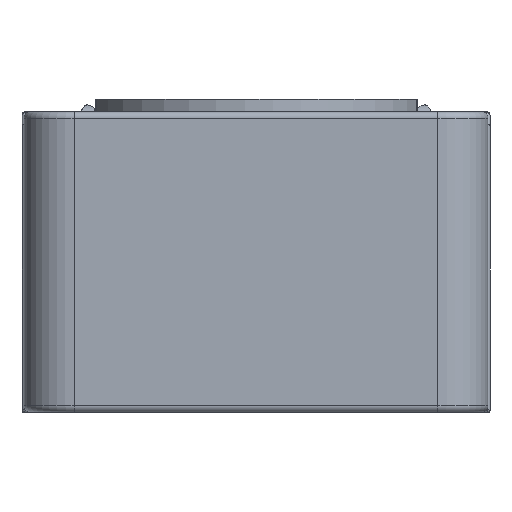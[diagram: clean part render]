
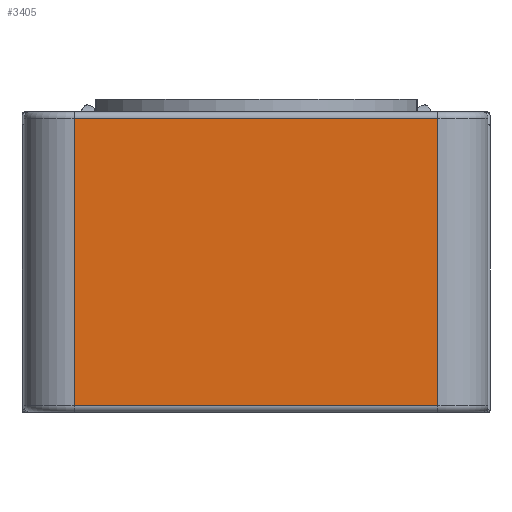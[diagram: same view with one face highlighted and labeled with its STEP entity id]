
A CAD part, front view. The second image highlights one B-rep face of the part: STEP entity #3405.
In plain terms, the highlighted planar face has unit normal (0, -1, 0).
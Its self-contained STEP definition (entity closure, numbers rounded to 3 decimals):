
#1416 = CYLINDRICAL_SURFACE('',#1417,0.8);
#1417 = AXIS2_PLACEMENT_3D('',#1418,#1419,#1420);
#1418 = CARTESIAN_POINT('',(2.9,-2.9,0.01));
#1419 = DIRECTION('',(0.,0.,1.));
#1420 = DIRECTION('',(1.,0.,0.));
#1801 = CYLINDRICAL_SURFACE('',#1802,0.8);
#1802 = AXIS2_PLACEMENT_3D('',#1803,#1804,#1805);
#1803 = CARTESIAN_POINT('',(-2.9,-2.9,0.01));
#1804 = DIRECTION('',(0.,0.,1.));
#1805 = DIRECTION('',(0.,-1.,0.));
#2104 = VERTEX_POINT('',#2105);
#2105 = CARTESIAN_POINT('',(2.9,-3.7,0.11));
#2132 = EDGE_CURVE('',#2104,#2133,#2135,.T.);
#2133 = VERTEX_POINT('',#2134);
#2134 = CARTESIAN_POINT('',(2.9,-3.7,4.7));
#2135 = SURFACE_CURVE('',#2136,(#2140,#2147),.PCURVE_S1.);
#2136 = LINE('',#2137,#2138);
#2137 = CARTESIAN_POINT('',(2.9,-3.7,0.01));
#2138 = VECTOR('',#2139,1.);
#2139 = DIRECTION('',(0.,0.,1.));
#2140 = PCURVE('',#1416,#2141);
#2141 = DEFINITIONAL_REPRESENTATION('',(#2142),#2146);
#2142 = LINE('',#2143,#2144);
#2143 = CARTESIAN_POINT('',(-1.571,0.));
#2144 = VECTOR('',#2145,1.);
#2145 = DIRECTION('',(-0.,1.));
#2146 = ( GEOMETRIC_REPRESENTATION_CONTEXT(2) 
PARAMETRIC_REPRESENTATION_CONTEXT() REPRESENTATION_CONTEXT('2D SPACE',''
  ) );
#2147 = PCURVE('',#2148,#2153);
#2148 = PLANE('',#2149);
#2149 = AXIS2_PLACEMENT_3D('',#2150,#2151,#2152);
#2150 = CARTESIAN_POINT('',(3.7,-3.7,0.01));
#2151 = DIRECTION('',(0.,-1.,0.));
#2152 = DIRECTION('',(-1.,0.,0.));
#2153 = DEFINITIONAL_REPRESENTATION('',(#2154),#2158);
#2154 = LINE('',#2155,#2156);
#2155 = CARTESIAN_POINT('',(0.8,0.));
#2156 = VECTOR('',#2157,1.);
#2157 = DIRECTION('',(0.,-1.));
#2158 = ( GEOMETRIC_REPRESENTATION_CONTEXT(2) 
PARAMETRIC_REPRESENTATION_CONTEXT() REPRESENTATION_CONTEXT('2D SPACE',''
  ) );
#2961 = EDGE_CURVE('',#2962,#2964,#2966,.T.);
#2962 = VERTEX_POINT('',#2963);
#2963 = CARTESIAN_POINT('',(-2.9,-3.7,0.11));
#2964 = VERTEX_POINT('',#2965);
#2965 = CARTESIAN_POINT('',(-2.9,-3.7,4.7));
#2966 = SURFACE_CURVE('',#2967,(#2971,#2978),.PCURVE_S1.);
#2967 = LINE('',#2968,#2969);
#2968 = CARTESIAN_POINT('',(-2.9,-3.7,0.01));
#2969 = VECTOR('',#2970,1.);
#2970 = DIRECTION('',(0.,0.,1.));
#2971 = PCURVE('',#1801,#2972);
#2972 = DEFINITIONAL_REPRESENTATION('',(#2973),#2977);
#2973 = LINE('',#2974,#2975);
#2974 = CARTESIAN_POINT('',(-0.,0.));
#2975 = VECTOR('',#2976,1.);
#2976 = DIRECTION('',(-0.,1.));
#2977 = ( GEOMETRIC_REPRESENTATION_CONTEXT(2) 
PARAMETRIC_REPRESENTATION_CONTEXT() REPRESENTATION_CONTEXT('2D SPACE',''
  ) );
#2978 = PCURVE('',#2148,#2979);
#2979 = DEFINITIONAL_REPRESENTATION('',(#2980),#2984);
#2980 = LINE('',#2981,#2982);
#2981 = CARTESIAN_POINT('',(6.6,0.));
#2982 = VECTOR('',#2983,1.);
#2983 = DIRECTION('',(0.,-1.));
#2984 = ( GEOMETRIC_REPRESENTATION_CONTEXT(2) 
PARAMETRIC_REPRESENTATION_CONTEXT() REPRESENTATION_CONTEXT('2D SPACE',''
  ) );
#3333 = CYLINDRICAL_SURFACE('',#3334,0.1);
#3334 = AXIS2_PLACEMENT_3D('',#3335,#3336,#3337);
#3335 = CARTESIAN_POINT('',(2.9,-3.6,0.11));
#3336 = DIRECTION('',(-1.,0.,0.));
#3337 = DIRECTION('',(0.,0.,-1.));
#3366 = CYLINDRICAL_SURFACE('',#3367,0.1);
#3367 = AXIS2_PLACEMENT_3D('',#3368,#3369,#3370);
#3368 = CARTESIAN_POINT('',(-2.9,-3.6,4.7));
#3369 = DIRECTION('',(1.,0.,0.));
#3370 = DIRECTION('',(0.,-1.,0.));
#3405 = ADVANCED_FACE('',(#3406),#2148,.T.);
#3406 = FACE_BOUND('',#3407,.T.);
#3407 = EDGE_LOOP('',(#3408,#3409,#3430,#3431));
#3408 = ORIENTED_EDGE('',*,*,#2961,.F.);
#3409 = ORIENTED_EDGE('',*,*,#3410,.F.);
#3410 = EDGE_CURVE('',#2104,#2962,#3411,.T.);
#3411 = SURFACE_CURVE('',#3412,(#3416,#3423),.PCURVE_S1.);
#3412 = LINE('',#3413,#3414);
#3413 = CARTESIAN_POINT('',(2.9,-3.7,0.11));
#3414 = VECTOR('',#3415,1.);
#3415 = DIRECTION('',(-1.,0.,0.));
#3416 = PCURVE('',#2148,#3417);
#3417 = DEFINITIONAL_REPRESENTATION('',(#3418),#3422);
#3418 = LINE('',#3419,#3420);
#3419 = CARTESIAN_POINT('',(0.8,-0.1));
#3420 = VECTOR('',#3421,1.);
#3421 = DIRECTION('',(1.,0.));
#3422 = ( GEOMETRIC_REPRESENTATION_CONTEXT(2) 
PARAMETRIC_REPRESENTATION_CONTEXT() REPRESENTATION_CONTEXT('2D SPACE',''
  ) );
#3423 = PCURVE('',#3333,#3424);
#3424 = DEFINITIONAL_REPRESENTATION('',(#3425),#3429);
#3425 = LINE('',#3426,#3427);
#3426 = CARTESIAN_POINT('',(1.571,0.));
#3427 = VECTOR('',#3428,1.);
#3428 = DIRECTION('',(0.,1.));
#3429 = ( GEOMETRIC_REPRESENTATION_CONTEXT(2) 
PARAMETRIC_REPRESENTATION_CONTEXT() REPRESENTATION_CONTEXT('2D SPACE',''
  ) );
#3430 = ORIENTED_EDGE('',*,*,#2132,.T.);
#3431 = ORIENTED_EDGE('',*,*,#3432,.F.);
#3432 = EDGE_CURVE('',#2964,#2133,#3433,.T.);
#3433 = SURFACE_CURVE('',#3434,(#3438,#3445),.PCURVE_S1.);
#3434 = LINE('',#3435,#3436);
#3435 = CARTESIAN_POINT('',(-2.9,-3.7,4.7));
#3436 = VECTOR('',#3437,1.);
#3437 = DIRECTION('',(1.,0.,0.));
#3438 = PCURVE('',#2148,#3439);
#3439 = DEFINITIONAL_REPRESENTATION('',(#3440),#3444);
#3440 = LINE('',#3441,#3442);
#3441 = CARTESIAN_POINT('',(6.6,-4.69));
#3442 = VECTOR('',#3443,1.);
#3443 = DIRECTION('',(-1.,0.));
#3444 = ( GEOMETRIC_REPRESENTATION_CONTEXT(2) 
PARAMETRIC_REPRESENTATION_CONTEXT() REPRESENTATION_CONTEXT('2D SPACE',''
  ) );
#3445 = PCURVE('',#3366,#3446);
#3446 = DEFINITIONAL_REPRESENTATION('',(#3447),#3451);
#3447 = LINE('',#3448,#3449);
#3448 = CARTESIAN_POINT('',(-0.,0.));
#3449 = VECTOR('',#3450,1.);
#3450 = DIRECTION('',(-0.,1.));
#3451 = ( GEOMETRIC_REPRESENTATION_CONTEXT(2) 
PARAMETRIC_REPRESENTATION_CONTEXT() REPRESENTATION_CONTEXT('2D SPACE',''
  ) );
